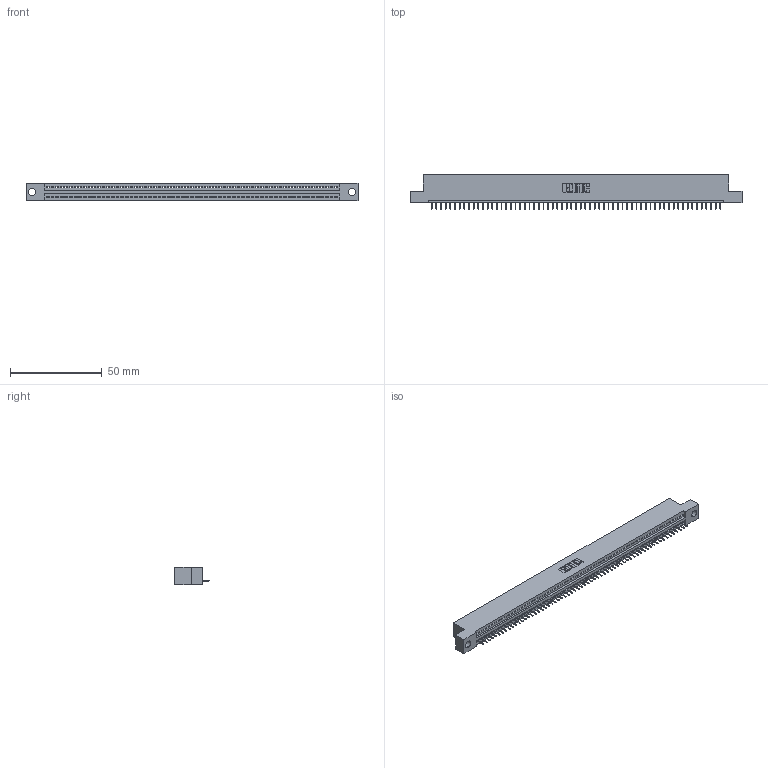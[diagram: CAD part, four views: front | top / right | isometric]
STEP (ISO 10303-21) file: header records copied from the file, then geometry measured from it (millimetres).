
FILE_DESCRIPTION (( 'STEP AP203' ), '1' );
FILE_NAME ('395-063-525-104.STEP', '2020-09-24T22:44:52', ( '' ), ( '' ), 'SwSTEP 2.0', 'SolidWorks 2020', '' );
FILE_SCHEMA (( 'CONFIG_CONTROL_DESIGN' ));
Length unit declared in the file: inch
Products named in the file (3): 345 Part_Flush Mounting Lugs - 0.156 Dia-TH; 395-063-525-104; 345-292-001_345-293-125
Assembly tree (64 placements, depth 2):
  395-063-525-104
    345 Part_Flush Mounting Lugs - 0.156 Dia-TH
    345-292-001_345-293-125  x63
Bounding box: 181.23 x 18.72 x 9.4 mm (x, y, z)
Volume: 17040.3 mm3; surface area: 21881.4 mm2
Topology: 64 solids, 64 shells, 4032 faces, 11681 edges, 7534 vertices
Faces by surface type: plane 2978, cylinder 1054
Entity records: 44665 total; most frequent: CARTESIAN_POINT 7741, ORIENTED_EDGE 7738, DIRECTION 6731, EDGE_CURVE 3869, LINE 3489, VECTOR 3489, VERTEX_POINT 2574, AXIS2_PLACEMENT_3D 1621
